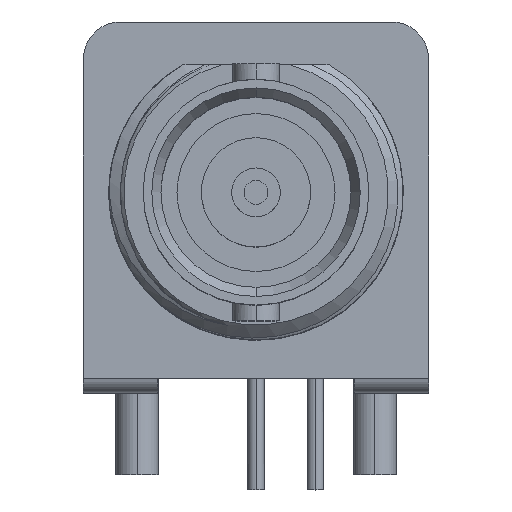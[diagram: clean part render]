
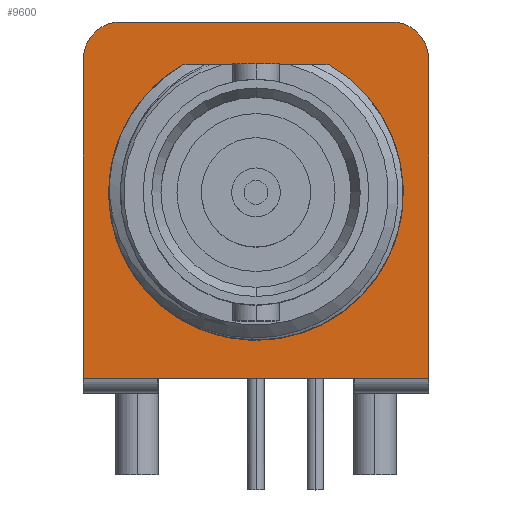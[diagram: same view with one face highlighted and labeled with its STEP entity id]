
A CAD part, top view. The second image highlights one B-rep face of the part: STEP entity #9600.
In plain terms, the highlighted planar face has unit normal (0, 0, 1).
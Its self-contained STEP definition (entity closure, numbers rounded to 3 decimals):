
#1480=CARTESIAN_POINT('',(0.,0.,-21.209));
#1481=DIRECTION('',(0.,0.,-1.));
#1482=DIRECTION('',(0.496,0.868,0.));
#1483=AXIS2_PLACEMENT_3D('',#1480,#1481,#1482);
#2179=CARTESIAN_POINT('',(5.804,5.74,-21.209));
#2180=DIRECTION('',(0.,0.,-1.));
#2181=DIRECTION('',(0.,1.,0.));
#2182=AXIS2_PLACEMENT_3D('',#2179,#2180,#2181);
#2184=DIRECTION('',(0.,-1.,0.));
#2185=VECTOR('',#2184,13.665);
#2186=CARTESIAN_POINT('',(7.379,5.74,-21.209));
#2187=LINE('',#2186,#2185);
#2188=DIRECTION('',(-1.,0.,0.));
#2189=VECTOR('',#2188,14.757);
#2190=CARTESIAN_POINT('',(7.379,-7.925,-21.209));
#2191=LINE('',#2190,#2189);
#2192=DIRECTION('',(0.,1.,0.));
#2193=VECTOR('',#2192,13.665);
#2194=CARTESIAN_POINT('',(-7.379,-7.925,-21.209));
#2195=LINE('',#2194,#2193);
#2196=CARTESIAN_POINT('',(-5.804,5.74,-21.209));
#2197=DIRECTION('',(0.,0.,-1.));
#2198=DIRECTION('',(-1.,0.,0.));
#2199=AXIS2_PLACEMENT_3D('',#2196,#2197,#2198);
#2201=DIRECTION('',(1.,0.,0.));
#2202=VECTOR('',#2201,11.608);
#2203=CARTESIAN_POINT('',(-5.804,7.315,-21.209));
#2204=LINE('',#2203,#2202);
#2205=DIRECTION('',(1.,0.,0.));
#2206=VECTOR('',#2205,6.246);
#2207=CARTESIAN_POINT('',(-3.123,5.465,-21.209));
#2208=LINE('',#2207,#2206);
#3359=CARTESIAN_POINT('',(5.804,7.315,-21.209));
#3360=CARTESIAN_POINT('',(7.379,5.74,-21.209));
#3361=VERTEX_POINT('',#3359);
#3362=VERTEX_POINT('',#3360);
#3363=CARTESIAN_POINT('',(7.379,-7.925,-21.209));
#3364=VERTEX_POINT('',#3363);
#3365=CARTESIAN_POINT('',(-7.379,-7.925,-21.209));
#3366=VERTEX_POINT('',#3365);
#3367=CARTESIAN_POINT('',(-7.379,5.74,-21.209));
#3368=VERTEX_POINT('',#3367);
#3369=CARTESIAN_POINT('',(-5.804,7.315,-21.209));
#3370=VERTEX_POINT('',#3369);
#3391=CARTESIAN_POINT('',(-3.123,5.465,-21.209));
#3392=CARTESIAN_POINT('',(3.123,5.465,-21.209));
#3393=VERTEX_POINT('',#3391);
#3394=VERTEX_POINT('',#3392);
#9577=CARTESIAN_POINT('',(0.,0.,-21.209));
#9578=DIRECTION('',(0.,0.,-1.));
#9579=DIRECTION('',(-1.,0.,0.));
#9580=AXIS2_PLACEMENT_3D('',#9577,#9578,#9579);
#9581=PLANE('',#9580);
#9583=ORIENTED_EDGE('',*,*,#9582,.T.);
#9585=ORIENTED_EDGE('',*,*,#9584,.T.);
#9587=ORIENTED_EDGE('',*,*,#9586,.T.);
#9589=ORIENTED_EDGE('',*,*,#9588,.T.);
#9591=ORIENTED_EDGE('',*,*,#9590,.T.);
#9593=ORIENTED_EDGE('',*,*,#9592,.T.);
#9594=EDGE_LOOP('',(#9583,#9585,#9587,#9589,#9591,#9593));
#9595=FACE_OUTER_BOUND('',#9594,.F.);
#9596=ORIENTED_EDGE('',*,*,#5144,.F.);
#9597=ORIENTED_EDGE('',*,*,#4374,.F.);
#9598=EDGE_LOOP('',(#9596,#9597));
#9599=FACE_BOUND('',#9598,.F.);
#1484=CIRCLE('',#1483,6.295);
#2183=CIRCLE('',#2182,1.575);
#2200=CIRCLE('',#2199,1.575);
#4374=EDGE_CURVE('',#3393,#3394,#2208,.T.);
#5144=EDGE_CURVE('',#3394,#3393,#1484,.T.);
#9582=EDGE_CURVE('',#3361,#3362,#2183,.T.);
#9584=EDGE_CURVE('',#3362,#3364,#2187,.T.);
#9586=EDGE_CURVE('',#3364,#3366,#2191,.T.);
#9588=EDGE_CURVE('',#3366,#3368,#2195,.T.);
#9590=EDGE_CURVE('',#3368,#3370,#2200,.T.);
#9592=EDGE_CURVE('',#3370,#3361,#2204,.T.);
#9600=ADVANCED_FACE('',(#9595,#9599),#9581,.F.);
